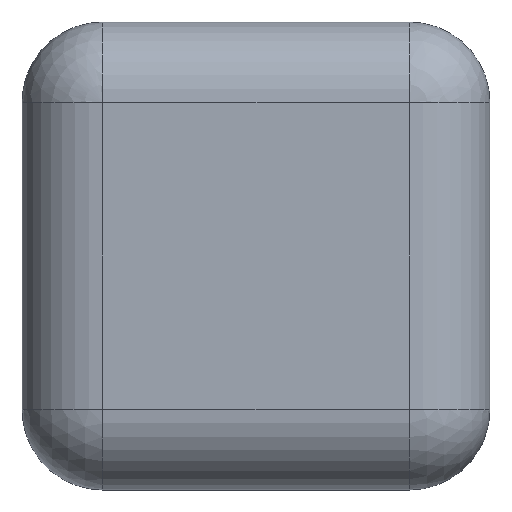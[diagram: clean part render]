
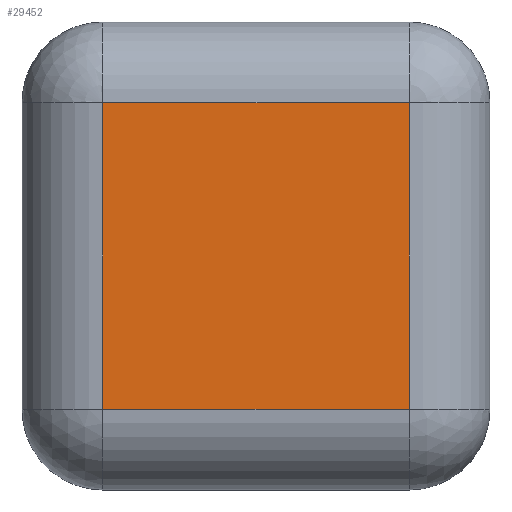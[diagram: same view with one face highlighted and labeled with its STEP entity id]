
A CAD part, front view. The second image highlights one B-rep face of the part: STEP entity #29452.
In plain terms, the highlighted planar face has unit normal (0, -1, 0).
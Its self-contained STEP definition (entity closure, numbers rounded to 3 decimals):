
#762 = EDGE_CURVE ( 'NONE', #12553, #3034, #22852, .T. ) ;
#1318 = DIRECTION ( 'NONE',  ( 1., 0., 0. ) ) ;
#3034 = VERTEX_POINT ( 'NONE', #28716 ) ;
#4585 = CARTESIAN_POINT ( 'NONE',  ( 231.929, -200.247, -151.929 ) ) ;
#4700 = VERTEX_POINT ( 'NONE', #16909 ) ;
#5754 = EDGE_CURVE ( 'NONE', #4700, #12553, #8318, .T. ) ;
#5783 = ORIENTED_EDGE ( 'NONE', *, *, #5754, .T. ) ;
#5859 = CARTESIAN_POINT ( 'NONE',  ( 151.929, -200.247, -151.929 ) ) ;
#6682 = EDGE_LOOP ( 'NONE', ( #35661, #5783, #16898, #21763 ) ) ;
#6844 = DIRECTION ( 'NONE',  ( 0., 0., 1. ) ) ;
#8318 = LINE ( 'NONE', #14691, #20894 ) ;
#11059 = DIRECTION ( 'NONE',  ( 0., 0., -1. ) ) ;
#12553 = VERTEX_POINT ( 'NONE', #15964 ) ;
#12853 = DIRECTION ( 'NONE',  ( 0., 1., 0. ) ) ;
#12915 = LINE ( 'NONE', #4585, #31381 ) ;
#13363 = VECTOR ( 'NONE', #11059, 1000. ) ;
#14160 = VERTEX_POINT ( 'NONE', #5859 ) ;
#14365 = EDGE_CURVE ( 'NONE', #14160, #4700, #30584, .T. ) ;
#14691 = CARTESIAN_POINT ( 'NONE',  ( -231.929, -200.247, 151.929 ) ) ;
#15481 = AXIS2_PLACEMENT_3D ( 'NONE', #26908, #12853, #6844 ) ;
#15530 = DIRECTION ( 'NONE',  ( 0., 0., 1. ) ) ;
#15964 = CARTESIAN_POINT ( 'NONE',  ( -151.929, -200.247, 151.929 ) ) ;
#16898 = ORIENTED_EDGE ( 'NONE', *, *, #762, .T. ) ;
#16909 = CARTESIAN_POINT ( 'NONE',  ( 151.929, -200.247, 151.929 ) ) ;
#20894 = VECTOR ( 'NONE', #38036, 1000. ) ;
#21339 = FACE_OUTER_BOUND ( 'NONE', #6682, .T. ) ;
#21763 = ORIENTED_EDGE ( 'NONE', *, *, #26359, .T. ) ;
#22852 = LINE ( 'NONE', #23220, #13363 ) ;
#23220 = CARTESIAN_POINT ( 'NONE',  ( -151.929, -200.247, -231.929 ) ) ;
#26359 = EDGE_CURVE ( 'NONE', #3034, #14160, #12915, .T. ) ;
#26908 = CARTESIAN_POINT ( 'NONE',  ( 0., -200.247, 0. ) ) ;
#28716 = CARTESIAN_POINT ( 'NONE',  ( -151.929, -200.247, -151.929 ) ) ;
#29452 = ADVANCED_FACE ( 'NONE', ( #21339 ), #33119, .F. ) ;
#30584 = LINE ( 'NONE', #36550, #32131 ) ;
#31381 = VECTOR ( 'NONE', #1318, 1000. ) ;
#32131 = VECTOR ( 'NONE', #15530, 1000. ) ;
#33119 = PLANE ( 'NONE',  #15481 ) ;
#35661 = ORIENTED_EDGE ( 'NONE', *, *, #14365, .T. ) ;
#36550 = CARTESIAN_POINT ( 'NONE',  ( 151.929, -200.247, 231.929 ) ) ;
#38036 = DIRECTION ( 'NONE',  ( -1., 0., 0. ) ) ;
